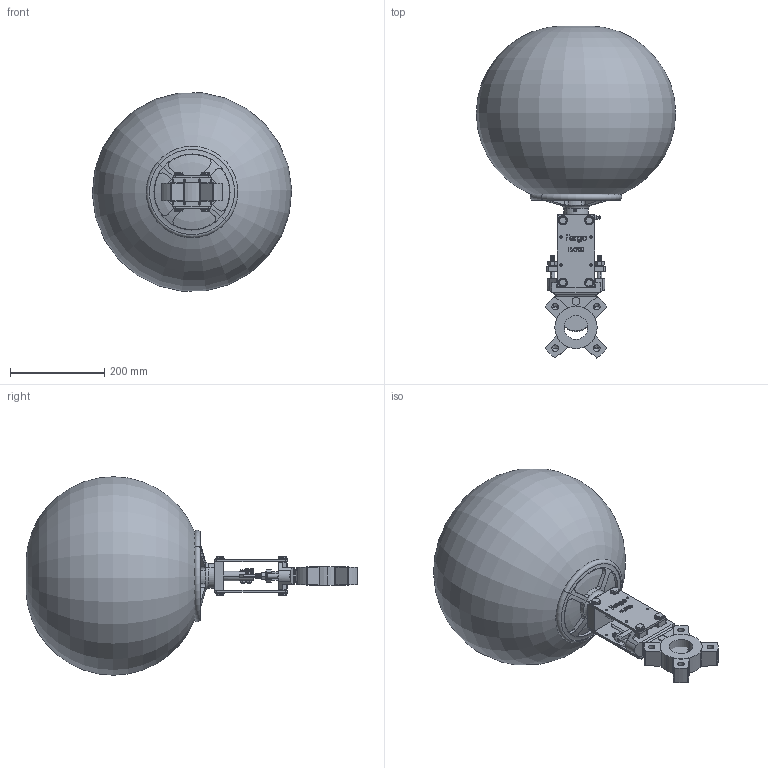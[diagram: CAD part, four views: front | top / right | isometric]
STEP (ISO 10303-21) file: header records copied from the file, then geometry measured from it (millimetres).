
FILE_DESCRIPTION (( 'STEP AP214' ), '1' );
FILE_NAME ('FM200-Plattenschieber-Stoffschieber-DN50-PN10-Handrad-Steigender-Spindel-Fergo.STEP', '2022-09-21T12:51:44', ( '' ), ( '' ), 'SwSTEP 2.0', 'SolidWorks 2022', '' );
FILE_SCHEMA (( 'AUTOMOTIVE_DESIGN' ));
Length unit declared in the file: millimetre
Products named in the file (1): FM200-Plattenschieber-Stoffschieber-DN50-PN10-Handrad-Steigender-Spindel-Fergo
Bounding box: 423.91 x 705.85 x 421.86 mm (x, y, z)
Volume: 37724143.8 mm3; surface area: 847184 mm2
Topology: 47 solids, 47 shells, 1523 faces, 3904 edges, 2517 vertices
Faces by surface type: plane 530, cylinder 477, bspline 297, cone 114, torus 105
Entity records: 82045 total; most frequent: CARTESIAN_POINT 44713, ORIENTED_EDGE 7748, DIRECTION 5655, EDGE_CURVE 3874, VERTEX_POINT 2517, AXIS2_PLACEMENT_3D 1984, EDGE_LOOP 1693, VECTOR 1687
